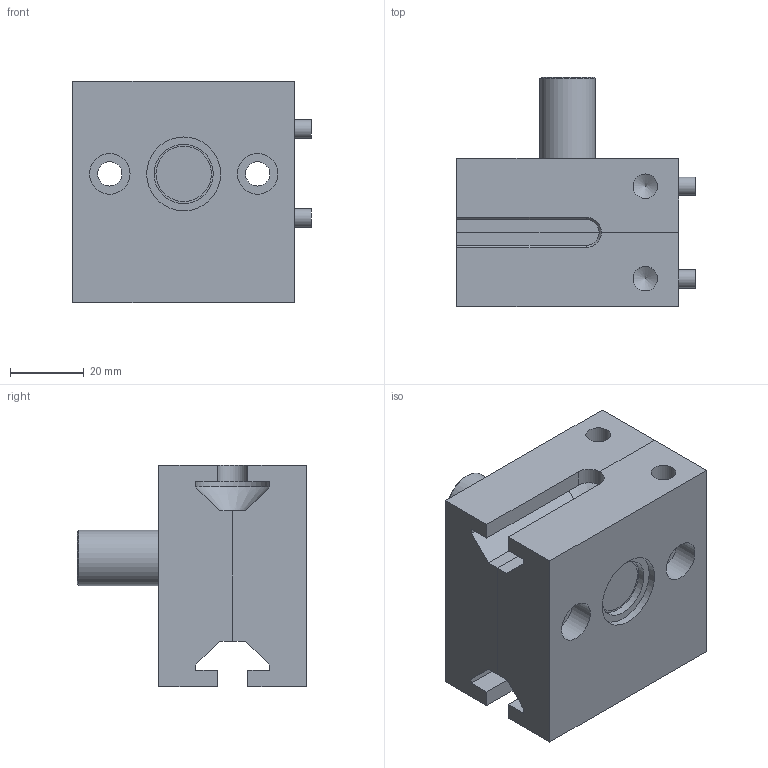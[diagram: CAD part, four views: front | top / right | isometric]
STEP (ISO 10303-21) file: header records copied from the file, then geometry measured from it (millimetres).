
FILE_DESCRIPTION((''),'2;1');
FILE_NAME('SL9800S.ipt.step','2007-09-10T15:15:05',(''),(''),'Autodesk Inventor 11','Autodesk Inventor 11','');
FILE_SCHEMA(('AUTOMOTIVE_DESIGN { 1 0 10303 214 1 1 1 1 }'));
Length unit declared in the file: millimetre
Products named in the file (1): SL9800S
Bounding box: 64.5 x 62 x 60 mm (x, y, z)
Volume: 122688.1 mm3; surface area: 27931.7 mm2
Topology: 1 solids, 1 shells, 138 faces, 331 edges, 219 vertices
Faces by surface type: plane 79, bspline 44, cylinder 13, cone 2
Full cylindrical faces by diameter (mm): 5 x2, 7 x2, 9 x2, 11 x2, 15 x1, 16 x1, 20 x1
Entity records: 4018 total; most frequent: CARTESIAN_POINT 1051, ORIENTED_EDGE 576, DIRECTION 541, EDGE_CURVE 288, VECTOR 221, LINE 221, VERTEX_POINT 208, EDGE_LOOP 202
